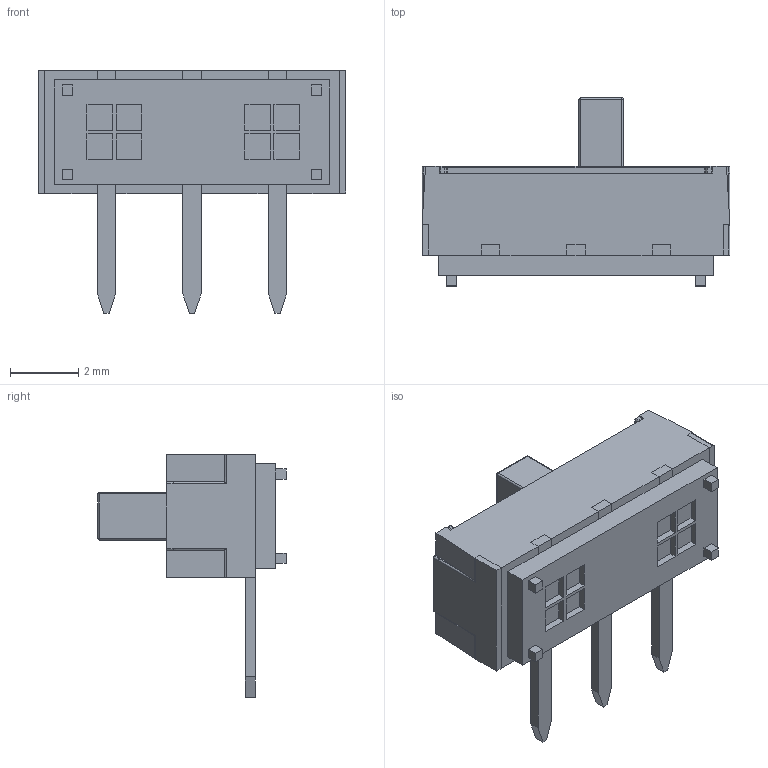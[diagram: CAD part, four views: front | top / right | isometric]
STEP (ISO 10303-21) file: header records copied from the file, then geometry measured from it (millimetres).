
FILE_DESCRIPTION (( 'STEP AP214' ), '1' );
FILE_NAME ('SK-3260D-01-L3.STEP', '2022-04-06T12:36:43', ( '' ), ( '' ), 'SwSTEP 2.0', 'SolidWorks 2021', '' );
FILE_SCHEMA (( 'AUTOMOTIVE_DESIGN' ));
Length unit declared in the file: millimetre
Products named in the file (4): SK-3260D-01-L3; U1.step; COMPOUND.step; SW-TH_SK-3260D-01-LX.step
Assembly tree (3 placements, depth 4):
  SK-3260D-01-L3
    U1.step
      SW-TH_SK-3260D-01-LX.step
        COMPOUND.step
Bounding box: 9 x 5.5 x 7.1 mm (x, y, z)
Volume: 101.1 mm3; surface area: 290.6 mm2
Topology: 5 solids, 5 shells, 244 faces, 628 edges, 390 vertices
Faces by surface type: plane 180, cylinder 48, sphere 12, torus 4
Entity records: 7602 total; most frequent: CARTESIAN_POINT 1276, ORIENTED_EDGE 1232, DIRECTION 1198, EDGE_CURVE 616, LINE 526, VECTOR 526, VERTEX_POINT 390, AXIS2_PLACEMENT_3D 336
